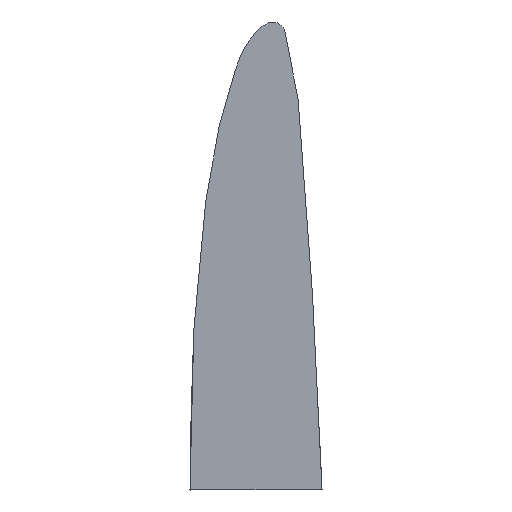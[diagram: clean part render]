
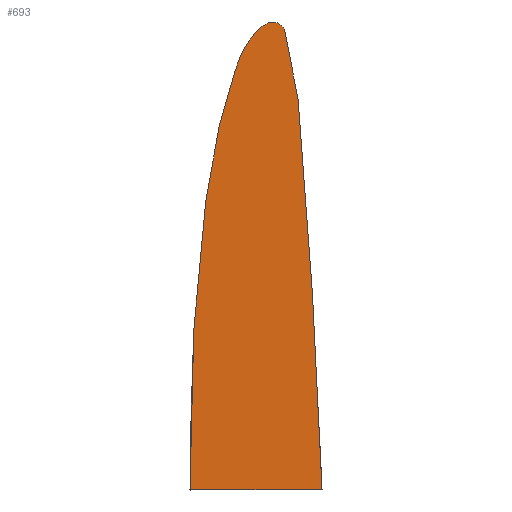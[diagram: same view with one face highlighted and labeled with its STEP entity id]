
A CAD part, left-side view. The second image highlights one B-rep face of the part: STEP entity #693.
In plain terms, the highlighted planar face has unit normal (-1, 0, 0).
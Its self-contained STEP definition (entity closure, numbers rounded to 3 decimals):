
#1 = CARTESIAN_POINT ( 'NONE',  ( 0., -61.671, 28.004 ) ) ;
#20 = CIRCLE ( 'NONE', #54, 17. ) ;
#28 = B_SPLINE_CURVE_WITH_KNOTS ( 'NONE', 3,
 ( #871, #576, #496, #397, #687, #117, #88, #266, #529, #562, #278 ),
 .UNSPECIFIED., .F., .F.,
 ( 4, 1, 1, 1, 1, 1, 1, 1, 4 ),
 ( 0., 0.122, 0.317, 0.514, 0.612, 0.712, 0.814, 0.867, 0.926 ),
 .UNSPECIFIED. ) ;
#29 = ORIENTED_EDGE ( 'NONE', *, *, #189, .F. ) ;
#48 = EDGE_CURVE ( 'NONE', #424, #58, #20, .T. ) ;
#54 = AXIS2_PLACEMENT_3D ( 'NONE', #265, #331, #282 ) ;
#56 = CARTESIAN_POINT ( 'NONE',  ( 0., 12.955, 620.953 ) ) ;
#58 = VERTEX_POINT ( 'NONE', #363 ) ;
#80 = VECTOR ( 'NONE', #550, 1000. ) ;
#88 = CARTESIAN_POINT ( 'NONE',  ( 0., 74.336, 489.739 ) ) ;
#115 = ORIENTED_EDGE ( 'NONE', *, *, #143, .F. ) ;
#117 = CARTESIAN_POINT ( 'NONE',  ( 0., 87.667, 421.821 ) ) ;
#126 = B_SPLINE_CURVE_WITH_KNOTS ( 'NONE', 3,
 ( #667, #253, #365, #374, #526, #578, #167, #133, #744, #264, #1, #603 ),
 .UNSPECIFIED., .F., .F.,
 ( 4, 1, 1, 1, 2, 1, 1, 1, 4 ),
 ( 0., 0.033, 0.084, 0.187, 0.288, 0.39, 0.594, 0.797, 0.923 ),
 .UNSPECIFIED. ) ;
#132 = FACE_OUTER_BOUND ( 'NONE', #393, .T. ) ;
#133 = CARTESIAN_POINT ( 'NONE',  ( 0., -45.198, 331.518 ) ) ;
#143 = EDGE_CURVE ( 'NONE', #813, #424, #28, .T. ) ;
#167 = CARTESIAN_POINT ( 'NONE',  ( 0., -40.221, 398.997 ) ) ;
#189 = EDGE_CURVE ( 'NONE', #263, #813, #486, .T. ) ;
#193 = CARTESIAN_POINT ( 'NONE',  ( 0., -62.615, 0. ) ) ;
#253 = CARTESIAN_POINT ( 'NONE',  ( 0., -15.022, 604.297 ) ) ;
#263 = VERTEX_POINT ( 'NONE', #193 ) ;
#264 = CARTESIAN_POINT ( 'NONE',  ( 0., -58.886, 101.032 ) ) ;
#265 = CARTESIAN_POINT ( 'NONE',  ( 0., 3.244, 607. ) ) ;
#266 = CARTESIAN_POINT ( 'NONE',  ( 0., 58.263, 545.865 ) ) ;
#278 = CARTESIAN_POINT ( 'NONE',  ( 0., 12.955, 620.953 ) ) ;
#282 = DIRECTION ( 'NONE',  ( 0., 0., -1. ) ) ;
#331 = DIRECTION ( 'NONE',  ( 1., 0., 0. ) ) ;
#363 = CARTESIAN_POINT ( 'NONE',  ( 0., -13.211, 611.272 ) ) ;
#365 = CARTESIAN_POINT ( 'NONE',  ( 0., -19.683, 586.159 ) ) ;
#374 = CARTESIAN_POINT ( 'NONE',  ( 0., -28.321, 545.648 ) ) ;
#393 = EDGE_LOOP ( 'NONE', ( #115, #29, #798, #908 ) ) ;
#397 = CARTESIAN_POINT ( 'NONE',  ( 0., 109.313, 219.179 ) ) ;
#419 = EDGE_CURVE ( 'NONE', #58, #263, #126, .T. ) ;
#424 = VERTEX_POINT ( 'NONE', #56 ) ;
#486 = LINE ( 'NONE', #525, #80 ) ;
#496 = CARTESIAN_POINT ( 'NONE',  ( 0., 112.565, 101.111 ) ) ;
#517 = DIRECTION ( 'NONE',  ( 0., 0., -1. ) ) ;
#525 = CARTESIAN_POINT ( 'NONE',  ( 0., 113.386, 0. ) ) ;
#526 = CARTESIAN_POINT ( 'NONE',  ( 0., -34.413, 489.133 ) ) ;
#529 = CARTESIAN_POINT ( 'NONE',  ( 0., 41.273, 592.707 ) ) ;
#550 = DIRECTION ( 'NONE',  ( 0., 1., 0. ) ) ;
#562 = CARTESIAN_POINT ( 'NONE',  ( 0., 24.839, 612.682 ) ) ;
#576 = CARTESIAN_POINT ( 'NONE',  ( 0., 113.172, 27.884 ) ) ;
#578 = CARTESIAN_POINT ( 'NONE',  ( 0., -37.179, 444.003 ) ) ;
#603 = CARTESIAN_POINT ( 'NONE',  ( 0., -62.615, 0. ) ) ;
#635 = AXIS2_PLACEMENT_3D ( 'NONE', #671, #655, #517 ) ;
#655 = DIRECTION ( 'NONE',  ( 1., 0., 0. ) ) ;
#667 = CARTESIAN_POINT ( 'NONE',  ( 0., -13.211, 611.272 ) ) ;
#671 = CARTESIAN_POINT ( 'NONE',  ( 0., 100.087, 319.275 ) ) ;
#687 = CARTESIAN_POINT ( 'NONE',  ( 0., 99.592, 331.786 ) ) ;
#693 = ADVANCED_FACE ( 'NONE', ( #132 ), #806, .F. ) ;
#744 = CARTESIAN_POINT ( 'NONE',  ( 0., -52.893, 219.066 ) ) ;
#798 = ORIENTED_EDGE ( 'NONE', *, *, #419, .F. ) ;
#806 = PLANE ( 'NONE',  #635 ) ;
#813 = VERTEX_POINT ( 'NONE', #906 ) ;
#871 = CARTESIAN_POINT ( 'NONE',  ( 0., 113.386, 0. ) ) ;
#906 = CARTESIAN_POINT ( 'NONE',  ( 0., 113.386, 0. ) ) ;
#908 = ORIENTED_EDGE ( 'NONE', *, *, #48, .F. ) ;
